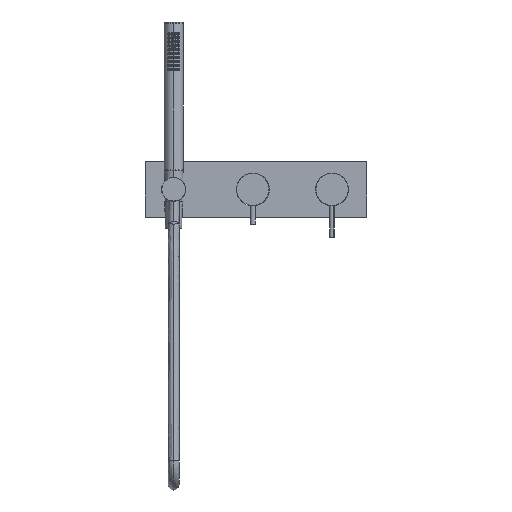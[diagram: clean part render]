
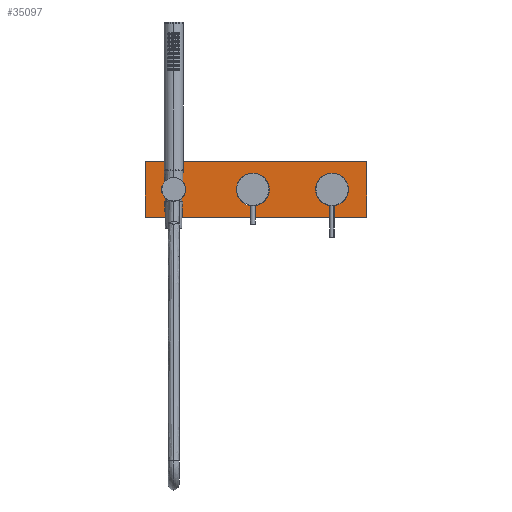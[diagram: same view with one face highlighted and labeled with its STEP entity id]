
A CAD part, top view. The second image highlights one B-rep face of the part: STEP entity #35097.
In plain terms, the highlighted face is planar.
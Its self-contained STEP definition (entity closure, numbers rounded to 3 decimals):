
#101 = CARTESIAN_POINT ( 'NONE',  ( -104., 2., 0. ) ) ;
#1741 = DIRECTION ( 'NONE',  ( 0., 1., 0. ) ) ;
#3223 = EDGE_CURVE ( 'NONE', #4602, #26098, #45485, .T. ) ;
#3901 = VERTEX_POINT ( 'NONE', #29809 ) ;
#4420 = ORIENTED_EDGE ( 'NONE', *, *, #25328, .T. ) ;
#4551 = VECTOR ( 'NONE', #55263, 1000. ) ;
#4602 = VERTEX_POINT ( 'NONE', #28663 ) ;
#5120 = ORIENTED_EDGE ( 'NONE', *, *, #3223, .T. ) ;
#6568 = EDGE_LOOP ( 'NONE', ( #38416, #59149 ) ) ;
#7491 = VERTEX_POINT ( 'NONE', #38650 ) ;
#7501 = VERTEX_POINT ( 'NONE', #24763 ) ;
#8157 = CARTESIAN_POINT ( 'NONE',  ( 0., 2., 0. ) ) ;
#8256 = LINE ( 'NONE', #54463, #25786 ) ;
#9542 = CARTESIAN_POINT ( 'NONE',  ( 96., 2., 0. ) ) ;
#9574 = DIRECTION ( 'NONE',  ( 0., 1., 0. ) ) ;
#10946 = DIRECTION ( 'NONE',  ( 0., 0., 1. ) ) ;
#11450 = AXIS2_PLACEMENT_3D ( 'NONE', #8157, #13073, #18343 ) ;
#11592 = DIRECTION ( 'NONE',  ( 0., 0., 1. ) ) ;
#11962 = AXIS2_PLACEMENT_3D ( 'NONE', #56581, #40876, #11592 ) ;
#13073 = DIRECTION ( 'NONE',  ( 0., 1., 0. ) ) ;
#13685 = CARTESIAN_POINT ( 'NONE',  ( -140., 2., -35. ) ) ;
#14674 = CIRCLE ( 'NONE', #52314, 20.75 ) ;
#15181 = DIRECTION ( 'NONE',  ( 0., 1., 0. ) ) ;
#15731 = CARTESIAN_POINT ( 'NONE',  ( 96., 2., -20.75 ) ) ;
#17122 = AXIS2_PLACEMENT_3D ( 'NONE', #60135, #15181, #40188 ) ;
#17473 = ORIENTED_EDGE ( 'NONE', *, *, #22807, .F. ) ;
#17816 = DIRECTION ( 'NONE',  ( 0., 0., 1. ) ) ;
#18343 = DIRECTION ( 'NONE',  ( 1., 0., 0. ) ) ;
#18373 = EDGE_CURVE ( 'NONE', #26098, #3901, #49060, .T. ) ;
#18990 = FACE_OUTER_BOUND ( 'NONE', #38645, .T. ) ;
#19489 = EDGE_LOOP ( 'NONE', ( #52268, #61106 ) ) ;
#20045 = DIRECTION ( 'NONE',  ( 0., 1., 0. ) ) ;
#20693 = DIRECTION ( 'NONE',  ( 0., 0., 1. ) ) ;
#20760 = VECTOR ( 'NONE', #23739, 1000. ) ;
#22000 = AXIS2_PLACEMENT_3D ( 'NONE', #9542, #20045, #20693 ) ;
#22710 = VERTEX_POINT ( 'NONE', #48993 ) ;
#22807 = EDGE_CURVE ( 'NONE', #22710, #53565, #35647, .T. ) ;
#23502 = CIRCLE ( 'NONE', #11962, 15.25 ) ;
#23587 = FACE_BOUND ( 'NONE', #25271, .T. ) ;
#23739 = DIRECTION ( 'NONE',  ( -1., 0., 0. ) ) ;
#23894 = FACE_BOUND ( 'NONE', #6568, .T. ) ;
#24763 = CARTESIAN_POINT ( 'NONE',  ( -104., 2., -15.25 ) ) ;
#24936 = CARTESIAN_POINT ( 'NONE',  ( 140., 2., 35. ) ) ;
#25069 = DIRECTION ( 'NONE',  ( 0., 1., 0. ) ) ;
#25271 = EDGE_LOOP ( 'NONE', ( #17473, #52254 ) ) ;
#25328 = EDGE_CURVE ( 'NONE', #62467, #4602, #8256, .T. ) ;
#25786 = VECTOR ( 'NONE', #47716, 1000. ) ;
#26098 = VERTEX_POINT ( 'NONE', #24936 ) ;
#28398 = EDGE_CURVE ( 'NONE', #41782, #31405, #31753, .T. ) ;
#28560 = CARTESIAN_POINT ( 'NONE',  ( -4., 2., 20.75 ) ) ;
#28663 = CARTESIAN_POINT ( 'NONE',  ( -140., 2., 35. ) ) ;
#29809 = CARTESIAN_POINT ( 'NONE',  ( 140., 2., -35. ) ) ;
#30993 = CIRCLE ( 'NONE', #48965, 20.75 ) ;
#31118 = EDGE_CURVE ( 'NONE', #3901, #62467, #48089, .T. ) ;
#31405 = VERTEX_POINT ( 'NONE', #58147 ) ;
#31753 = CIRCLE ( 'NONE', #17122, 20.75 ) ;
#32499 = FACE_BOUND ( 'NONE', #19489, .T. ) ;
#35097 = ADVANCED_FACE ( 'NONE', ( #32499, #23894, #23587, #18990 ), #53173, .T. ) ;
#35235 = CARTESIAN_POINT ( 'NONE',  ( 140., 2., 35. ) ) ;
#35647 = CIRCLE ( 'NONE', #22000, 20.75 ) ;
#38416 = ORIENTED_EDGE ( 'NONE', *, *, #56838, .F. ) ;
#38645 = EDGE_LOOP ( 'NONE', ( #4420, #5120, #63812, #44976 ) ) ;
#38650 = CARTESIAN_POINT ( 'NONE',  ( -104., 2., 15.25 ) ) ;
#40188 = DIRECTION ( 'NONE',  ( 0., 0., 1. ) ) ;
#40876 = DIRECTION ( 'NONE',  ( 0., 1., 0. ) ) ;
#41782 = VERTEX_POINT ( 'NONE', #28560 ) ;
#43973 = EDGE_CURVE ( 'NONE', #7501, #7491, #64911, .T. ) ;
#44859 = EDGE_CURVE ( 'NONE', #31405, #41782, #14674, .T. ) ;
#44976 = ORIENTED_EDGE ( 'NONE', *, *, #31118, .T. ) ;
#45485 = LINE ( 'NONE', #61493, #45915 ) ;
#45915 = VECTOR ( 'NONE', #46161, 1000. ) ;
#46161 = DIRECTION ( 'NONE',  ( 1., 0., 0. ) ) ;
#47716 = DIRECTION ( 'NONE',  ( 0., 0., 1. ) ) ;
#48089 = LINE ( 'NONE', #58839, #20760 ) ;
#48965 = AXIS2_PLACEMENT_3D ( 'NONE', #62751, #1741, #17816 ) ;
#48993 = CARTESIAN_POINT ( 'NONE',  ( 96., 2., 20.75 ) ) ;
#49060 = LINE ( 'NONE', #35235, #4551 ) ;
#52254 = ORIENTED_EDGE ( 'NONE', *, *, #63554, .F. ) ;
#52268 = ORIENTED_EDGE ( 'NONE', *, *, #28398, .F. ) ;
#52314 = AXIS2_PLACEMENT_3D ( 'NONE', #54589, #9574, #59447 ) ;
#53173 = PLANE ( 'NONE',  #11450 ) ;
#53565 = VERTEX_POINT ( 'NONE', #15731 ) ;
#54463 = CARTESIAN_POINT ( 'NONE',  ( -140., 2., 35. ) ) ;
#54589 = CARTESIAN_POINT ( 'NONE',  ( -4., 2., 0. ) ) ;
#55263 = DIRECTION ( 'NONE',  ( 0., 0., -1. ) ) ;
#56581 = CARTESIAN_POINT ( 'NONE',  ( -104., 2., 0. ) ) ;
#56838 = EDGE_CURVE ( 'NONE', #7491, #7501, #23502, .T. ) ;
#58147 = CARTESIAN_POINT ( 'NONE',  ( -4., 2., -20.75 ) ) ;
#58839 = CARTESIAN_POINT ( 'NONE',  ( 140., 2., -35. ) ) ;
#59149 = ORIENTED_EDGE ( 'NONE', *, *, #43973, .F. ) ;
#59447 = DIRECTION ( 'NONE',  ( 0., 0., 1. ) ) ;
#59691 = AXIS2_PLACEMENT_3D ( 'NONE', #101, #25069, #10946 ) ;
#60135 = CARTESIAN_POINT ( 'NONE',  ( -4., 2., 0. ) ) ;
#61106 = ORIENTED_EDGE ( 'NONE', *, *, #44859, .F. ) ;
#61493 = CARTESIAN_POINT ( 'NONE',  ( 140., 2., 35. ) ) ;
#62467 = VERTEX_POINT ( 'NONE', #13685 ) ;
#62751 = CARTESIAN_POINT ( 'NONE',  ( 96., 2., 0. ) ) ;
#63554 = EDGE_CURVE ( 'NONE', #53565, #22710, #30993, .T. ) ;
#63812 = ORIENTED_EDGE ( 'NONE', *, *, #18373, .T. ) ;
#64911 = CIRCLE ( 'NONE', #59691, 15.25 ) ;
